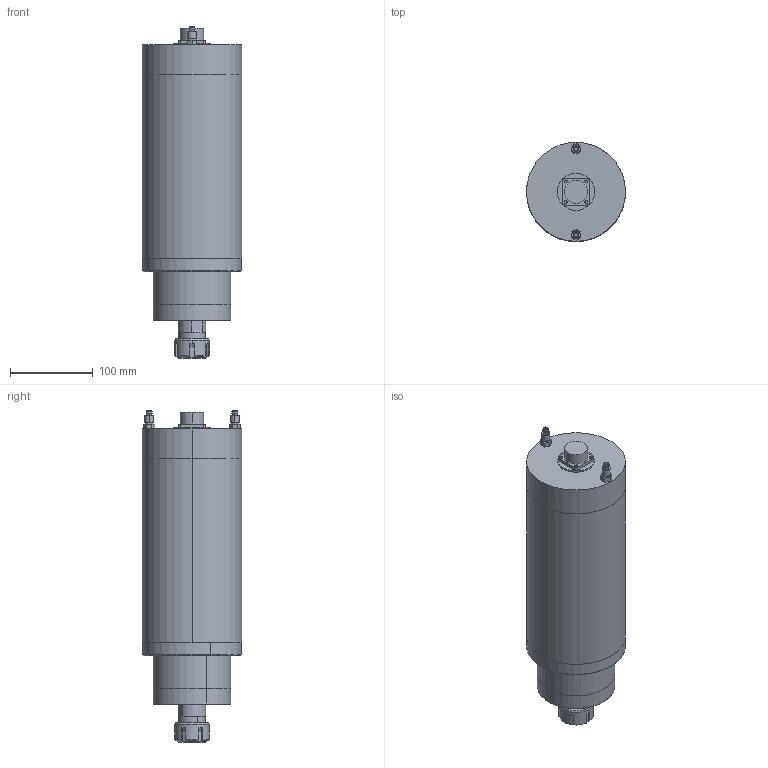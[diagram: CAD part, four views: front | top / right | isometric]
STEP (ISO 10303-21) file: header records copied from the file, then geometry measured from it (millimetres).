
FILE_DESCRIPTION (( 'STEP AP214' ), '1' );
FILE_NAME ('GDK120-9-18Z-4.0-8.0-6P.STEP', '2021-05-07T01:01:28', ( '萇齟' ), ( '' ), 'SwSTEP 2.0', 'SolidWorks 2018', '' );
FILE_SCHEMA (( 'AUTOMOTIVE_DESIGN' ));
Length unit declared in the file: millimetre
Products named in the file (10): ER25-6 粟俶芠標; 阨郲30.5ㄗM8ㄘ; GDK120-9-18Z-4.0-8.0-6粣創釱; ER25蹟簽; 堤盄釱脣芛32x32; GDK120-9-18Z-4.0-8.0-6粣芛; GDK120-9-18Z-4.0-8.0-6滅鳥欶; GDK120-9-18Z-4.0-8.0-6儂褲223; GDK120-9-18Z-4.0-8.0-6堤盄釱; GDK120-9-18Z-4.0-8.0-6P
Assembly tree (10 placements, depth 2):
  GDK120-9-18Z-4.0-8.0-6P
    GDK120-9-18Z-4.0-8.0-6儂褲223
    GDK120-9-18Z-4.0-8.0-6堤盄釱
    GDK120-9-18Z-4.0-8.0-6粣創釱
    GDK120-9-18Z-4.0-8.0-6滅鳥欶
    GDK120-9-18Z-4.0-8.0-6粣芛
    ER25-6 粟俶芠標
    ER25蹟簽
    堤盄釱脣芛32x32
    阨郲30.5ㄗM8ㄘ  x2
Bounding box: 120 x 120 x 402 mm (x, y, z)
Volume: 3570722.3 mm3; surface area: 227907.2 mm2
Topology: 10 solids, 10 shells, 178 faces, 399 edges, 262 vertices
Faces by surface type: cylinder 81, plane 81, cone 16
Entity records: 4841 total; most frequent: CARTESIAN_POINT 824, DIRECTION 801, ORIENTED_EDGE 678, EDGE_CURVE 339, AXIS2_PLACEMENT_3D 327, VERTEX_POINT 222, EDGE_LOOP 181, CIRCLE 164
